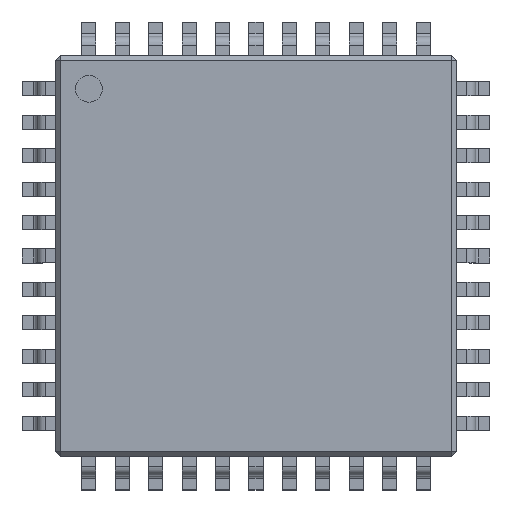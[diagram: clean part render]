
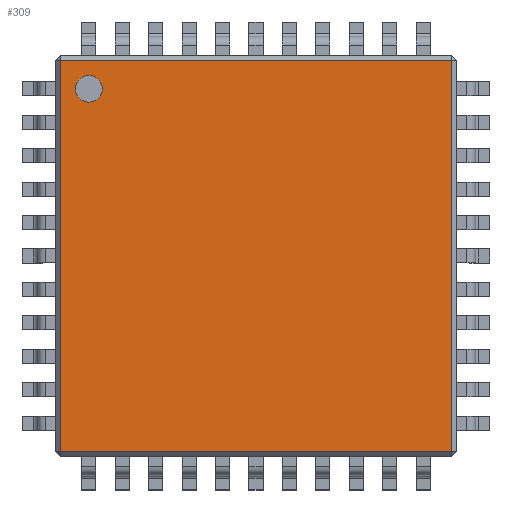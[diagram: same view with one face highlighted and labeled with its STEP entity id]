
A CAD part, top view. The second image highlights one B-rep face of the part: STEP entity #309.
In plain terms, the highlighted planar face has unit normal (0, 0, 1).
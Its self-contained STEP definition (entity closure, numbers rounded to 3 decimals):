
#13=DIRECTION('',(0.,0.,1.));
#14=DIRECTION('',(1.,0.,0.));
#108=VECTOR('',#109,1.);
#109=DIRECTION('',(0.,1.,0.));
#182=VERTEX_POINT('',#183);
#183=CARTESIAN_POINT('',(-5.85,-5.85,1.4));
#191=VERTEX_POINT('',#192);
#192=CARTESIAN_POINT('',(-5.85,5.85,1.4));
#197=ORIENTED_EDGE('',*,*,#198,.F.);
#198=EDGE_CURVE('',#182,#191,#199,.T.);
#199=LINE('',#200,#108);
#200=CARTESIAN_POINT('',(-5.85,-6.,1.4));
#266=VECTOR('',#14,1.);
#309=ADVANCED_FACE('',(#310,#328),#337,.T.);
#310=FACE_BOUND('',#311,.T.);
#311=EDGE_LOOP('',(#197,#312,#318,#324));
#312=ORIENTED_EDGE('',*,*,#313,.T.);
#313=EDGE_CURVE('',#182,#314,#316,.T.);
#314=VERTEX_POINT('',#315);
#315=CARTESIAN_POINT('',(5.85,-5.85,1.4));
#316=LINE('',#317,#266);
#317=CARTESIAN_POINT('',(-6.,-5.85,1.4));
#318=ORIENTED_EDGE('',*,*,#319,.T.);
#319=EDGE_CURVE('',#314,#320,#322,.T.);
#320=VERTEX_POINT('',#321);
#321=CARTESIAN_POINT('',(5.85,5.85,1.4));
#322=LINE('',#323,#108);
#323=CARTESIAN_POINT('',(5.85,-6.,1.4));
#324=ORIENTED_EDGE('',*,*,#325,.F.);
#325=EDGE_CURVE('',#191,#320,#326,.T.);
#326=LINE('',#327,#266);
#327=CARTESIAN_POINT('',(-6.,5.85,1.4));
#328=FACE_BOUND('',#329,.T.);
#329=EDGE_LOOP('',(#330));
#330=ORIENTED_EDGE('',*,*,#331,.F.);
#331=EDGE_CURVE('',#332,#332,#334,.T.);
#332=VERTEX_POINT('',#333);
#333=CARTESIAN_POINT('',(-4.6,5.,1.4));
#334=CIRCLE('',#335,0.4);
#335=AXIS2_PLACEMENT_3D('',#336,#13,#14);
#336=CARTESIAN_POINT('',(-5.,5.,1.4));
#337=PLANE('',#338);
#338=AXIS2_PLACEMENT_3D('',#339,#13,#14);
#339=CARTESIAN_POINT('',(-6.,-6.,1.4));
